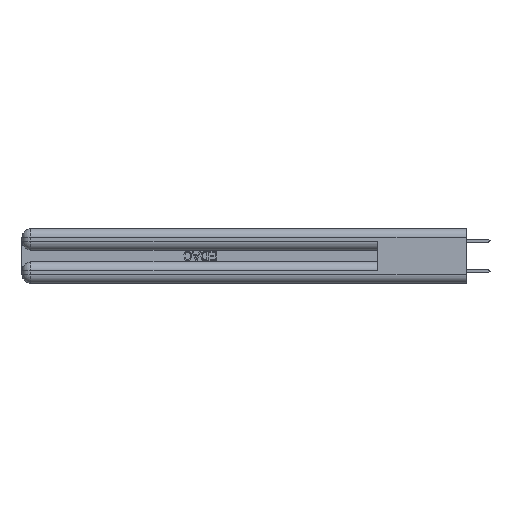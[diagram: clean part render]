
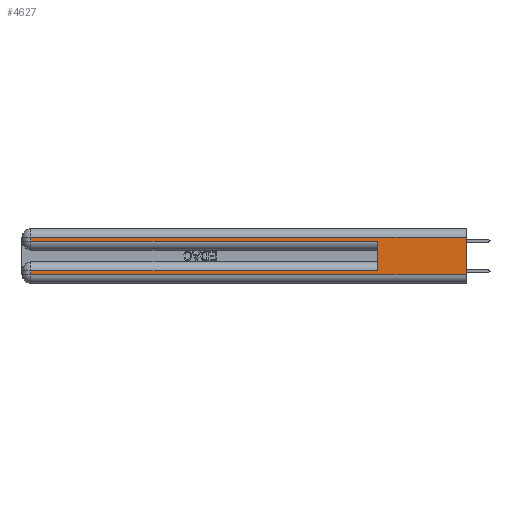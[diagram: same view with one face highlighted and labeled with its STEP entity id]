
A CAD part, left-side view. The second image highlights one B-rep face of the part: STEP entity #4627.
In plain terms, the highlighted planar face has unit normal (-1, 0, 0).
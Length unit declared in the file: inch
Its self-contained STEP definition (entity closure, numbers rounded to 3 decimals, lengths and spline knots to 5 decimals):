
#916 = ORIENTED_EDGE ( 'NONE', *, *, #20107, .F. ) ;
#1539 = EDGE_CURVE ( 'NONE', #35209, #37094, #17970, .T. ) ;
#2361 = ORIENTED_EDGE ( 'NONE', *, *, #31370, .T. ) ;
#3929 = EDGE_CURVE ( 'NONE', #32493, #10733, #17214, .T. ) ;
#4627 = ADVANCED_FACE ( 'NONE', ( #24335 ), #26796, .F. ) ;
#5571 = DIRECTION ( 'NONE',  ( 0., 0., 1. ) ) ;
#6812 = CARTESIAN_POINT ( 'NONE',  ( 0., 0.6, 0.085 ) ) ;
#7543 = CARTESIAN_POINT ( 'NONE',  ( 0., 0., 0.37 ) ) ;
#7821 = EDGE_CURVE ( 'NONE', #43021, #10733, #22365, .T. ) ;
#7925 = DIRECTION ( 'NONE',  ( 0., 0., -1. ) ) ;
#9823 = CARTESIAN_POINT ( 'NONE',  ( 0., 0., 0.06 ) ) ;
#10733 = VERTEX_POINT ( 'NONE', #12823 ) ;
#11464 = DIRECTION ( 'NONE',  ( 1., 0., 0. ) ) ;
#12823 = CARTESIAN_POINT ( 'NONE',  ( 0., 0.6, 0.285 ) ) ;
#12927 = DIRECTION ( 'NONE',  ( 0., 1., 0. ) ) ;
#13355 = VECTOR ( 'NONE', #23168, 39.37008 ) ;
#13368 = EDGE_CURVE ( 'NONE', #32493, #26561, #41206, .T. ) ;
#13384 = ORIENTED_EDGE ( 'NONE', *, *, #21679, .T. ) ;
#14601 = CARTESIAN_POINT ( 'NONE',  ( 0., 2.94, 0.31 ) ) ;
#15927 = CARTESIAN_POINT ( 'NONE',  ( 0., 0., 0.37 ) ) ;
#17010 = ORIENTED_EDGE ( 'NONE', *, *, #1539, .T. ) ;
#17214 = LINE ( 'NONE', #47810, #36412 ) ;
#17263 = EDGE_CURVE ( 'NONE', #21795, #43021, #24086, .T. ) ;
#17970 = LINE ( 'NONE', #18836, #49780 ) ;
#18836 = CARTESIAN_POINT ( 'NONE',  ( 0., 0., 0.06 ) ) ;
#19588 = AXIS2_PLACEMENT_3D ( 'NONE', #7543, #11464, #38358 ) ;
#19598 = VECTOR ( 'NONE', #12927, 39.37008 ) ;
#20107 = EDGE_CURVE ( 'NONE', #23150, #37094, #34568, .T. ) ;
#20650 = CARTESIAN_POINT ( 'NONE',  ( 0., 0., 0.085 ) ) ;
#21679 = EDGE_CURVE ( 'NONE', #26561, #35209, #27235, .T. ) ;
#21795 = VERTEX_POINT ( 'NONE', #14601 ) ;
#22365 = LINE ( 'NONE', #46154, #13355 ) ;
#22891 = VECTOR ( 'NONE', #7925, 39.37008 ) ;
#23150 = VERTEX_POINT ( 'NONE', #45166 ) ;
#23168 = DIRECTION ( 'NONE',  ( 0., -1., 0. ) ) ;
#23323 = DIRECTION ( 'NONE',  ( 0., 1., 0. ) ) ;
#24086 = LINE ( 'NONE', #34852, #22891 ) ;
#24335 = FACE_OUTER_BOUND ( 'NONE', #35683, .T. ) ;
#24376 = VECTOR ( 'NONE', #27496, 39.37008 ) ;
#26369 = LINE ( 'NONE', #38592, #45555 ) ;
#26561 = VERTEX_POINT ( 'NONE', #30481 ) ;
#26796 = PLANE ( 'NONE',  #19588 ) ;
#27235 = LINE ( 'NONE', #48504, #47609 ) ;
#27496 = DIRECTION ( 'NONE',  ( 0., 0., -1. ) ) ;
#28521 = CARTESIAN_POINT ( 'NONE',  ( 0., 2.94, 0.285 ) ) ;
#29011 = ORIENTED_EDGE ( 'NONE', *, *, #7821, .T. ) ;
#29399 = DIRECTION ( 'NONE',  ( 0., 0., -1. ) ) ;
#30481 = CARTESIAN_POINT ( 'NONE',  ( 0., 2.94, 0.085 ) ) ;
#31370 = EDGE_CURVE ( 'NONE', #23150, #21795, #26369, .T. ) ;
#32493 = VERTEX_POINT ( 'NONE', #6812 ) ;
#34568 = LINE ( 'NONE', #15927, #24376 ) ;
#34852 = CARTESIAN_POINT ( 'NONE',  ( 0., 2.94, 0.37 ) ) ;
#35209 = VERTEX_POINT ( 'NONE', #47616 ) ;
#35581 = ORIENTED_EDGE ( 'NONE', *, *, #13368, .T. ) ;
#35683 = EDGE_LOOP ( 'NONE', ( #916, #2361, #49400, #29011, #38003, #35581, #13384, #17010 ) ) ;
#36412 = VECTOR ( 'NONE', #5571, 39.37008 ) ;
#37094 = VERTEX_POINT ( 'NONE', #9823 ) ;
#38003 = ORIENTED_EDGE ( 'NONE', *, *, #3929, .F. ) ;
#38358 = DIRECTION ( 'NONE',  ( 0., 0., -1. ) ) ;
#38592 = CARTESIAN_POINT ( 'NONE',  ( 0., 0., 0.31 ) ) ;
#41206 = LINE ( 'NONE', #20650, #19598 ) ;
#43021 = VERTEX_POINT ( 'NONE', #28521 ) ;
#45166 = CARTESIAN_POINT ( 'NONE',  ( 0., 0., 0.31 ) ) ;
#45555 = VECTOR ( 'NONE', #23323, 39.37008 ) ;
#45658 = DIRECTION ( 'NONE',  ( 0., -1., 0. ) ) ;
#46154 = CARTESIAN_POINT ( 'NONE',  ( 0., 0., 0.285 ) ) ;
#47609 = VECTOR ( 'NONE', #29399, 39.37008 ) ;
#47616 = CARTESIAN_POINT ( 'NONE',  ( 0., 2.94, 0.06 ) ) ;
#47810 = CARTESIAN_POINT ( 'NONE',  ( 0., 0.6, 0.145 ) ) ;
#48504 = CARTESIAN_POINT ( 'NONE',  ( 0., 2.94, 0.37 ) ) ;
#49400 = ORIENTED_EDGE ( 'NONE', *, *, #17263, .T. ) ;
#49780 = VECTOR ( 'NONE', #45658, 39.37008 ) ;
